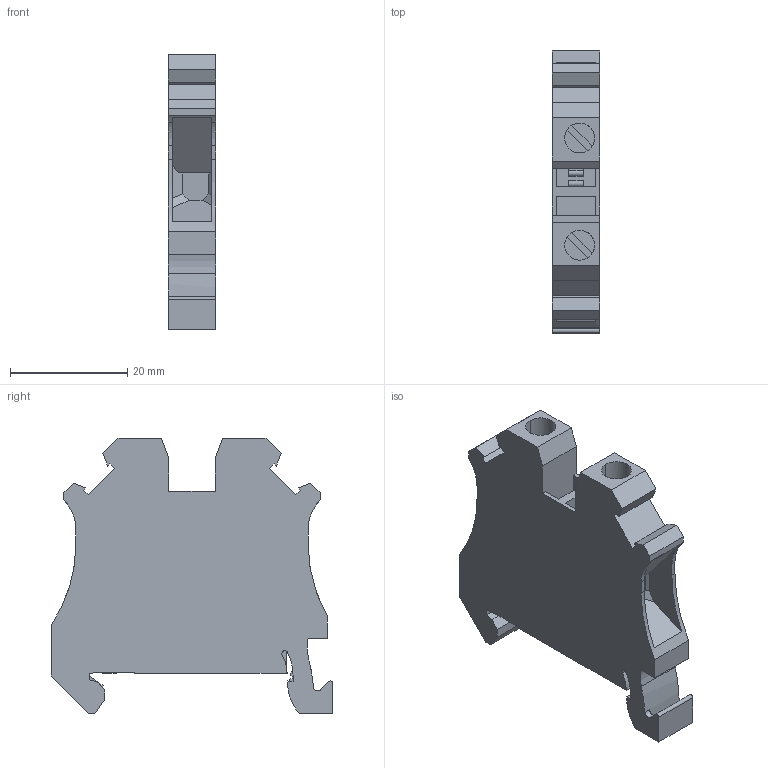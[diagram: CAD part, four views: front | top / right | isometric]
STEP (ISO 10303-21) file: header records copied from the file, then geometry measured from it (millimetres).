
FILE_DESCRIPTION(('Creo Elements/Direct Modeling STEP Export'),'2;1');
FILE_NAME('model.stp','2019-04-19T 1:59:08',(''),(''),'Creo Elements/Direct Modeling STEP processor for AP214 (Solid Model)','Creo Elements/Direct Modeling 20.1A 29-Sep-2018 (C) Parametric Technology GmbH','');
FILE_SCHEMA(('AUTOMOTIVE_DESIGN { 1 0 10303 214 1 1 1 1 }'));
Length unit declared in the file: millimetre
Products named in the file (2): UT_6_PE-select
Assembly tree (1 placements, depth 2):
  UT_6_PE-select
    UT_6_PE-select
Bounding box: 8.15 x 48 x 46.85 mm (x, y, z)
Volume: 11033.1 mm3; surface area: 6381.1 mm2
Topology: 1 solids, 1 shells, 163 faces, 466 edges, 307 vertices
Faces by surface type: plane 140, cylinder 23
Entity records: 6458 total; most frequent: ORIENTED_EDGE 932, CARTESIAN_POINT 906, DIRECTION 809, EDGE_CURVE 466, VECTOR 389, LINE 389, VERTEX_POINT 307, AXIS2_PLACEMENT_3D 210
